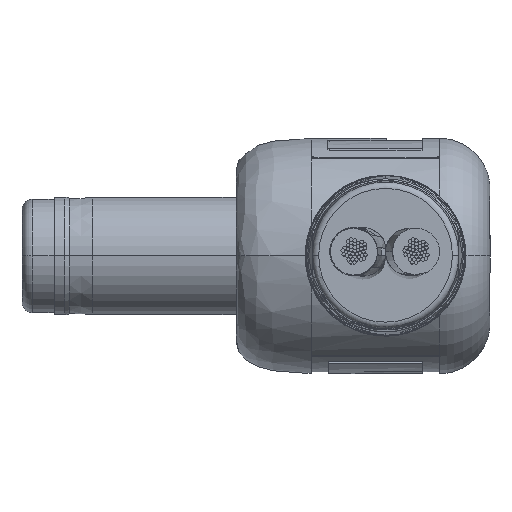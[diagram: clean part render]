
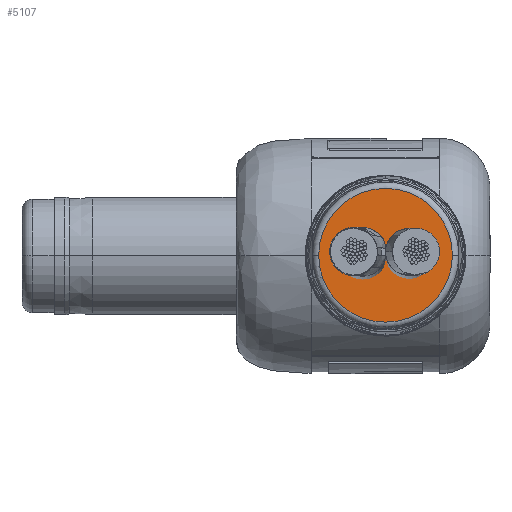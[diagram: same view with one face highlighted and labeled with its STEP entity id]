
A CAD part, top view. The second image highlights one B-rep face of the part: STEP entity #5107.
In plain terms, the highlighted face is planar.
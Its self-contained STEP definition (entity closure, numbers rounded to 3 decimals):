
#368 = EDGE_CURVE ( 'NONE', #25639, #6204, #24139, .T. ) ;
#3560 = CARTESIAN_POINT ( 'NONE',  ( 16., 0., 0. ) ) ;
#3866 = PLANE ( 'NONE',  #12962 ) ;
#5107 = ADVANCED_FACE ( 'NONE', ( #21631 ), #3866, .T. ) ;
#6204 = VERTEX_POINT ( 'NONE', #15262 ) ;
#9460 = CARTESIAN_POINT ( 'NONE',  ( 16., 0., -3.124 ) ) ;
#11307 = AXIS2_PLACEMENT_3D ( 'NONE', #3560, #19227, #18951 ) ;
#12234 = DIRECTION ( 'NONE',  ( 0., 0., -1. ) ) ;
#12409 = DIRECTION ( 'NONE',  ( 1., 0., 0. ) ) ;
#12962 = AXIS2_PLACEMENT_3D ( 'NONE', #14621, #12409, #21443 ) ;
#13558 = CIRCLE ( 'NONE', #11307, 3.124 ) ;
#14621 = CARTESIAN_POINT ( 'NONE',  ( 16., 3.4, 0. ) ) ;
#15262 = CARTESIAN_POINT ( 'NONE',  ( 16., 0., 3.124 ) ) ;
#17541 = ORIENTED_EDGE ( 'NONE', *, *, #23132, .T. ) ;
#18909 = DIRECTION ( 'NONE',  ( 1., 0., 0. ) ) ;
#18951 = DIRECTION ( 'NONE',  ( 0., 0., -1. ) ) ;
#19227 = DIRECTION ( 'NONE',  ( 1., 0., 0. ) ) ;
#19264 = EDGE_LOOP ( 'NONE', ( #23424, #17541 ) ) ;
#20725 = AXIS2_PLACEMENT_3D ( 'NONE', #23113, #18909, #12234 ) ;
#21443 = DIRECTION ( 'NONE',  ( 0., 0., -1. ) ) ;
#21631 = FACE_OUTER_BOUND ( 'NONE', #19264, .T. ) ;
#23113 = CARTESIAN_POINT ( 'NONE',  ( 16., 0., 0. ) ) ;
#23132 = EDGE_CURVE ( 'NONE', #6204, #25639, #13558, .T. ) ;
#23424 = ORIENTED_EDGE ( 'NONE', *, *, #368, .T. ) ;
#24139 = CIRCLE ( 'NONE', #20725, 3.124 ) ;
#25639 = VERTEX_POINT ( 'NONE', #9460 ) ;
